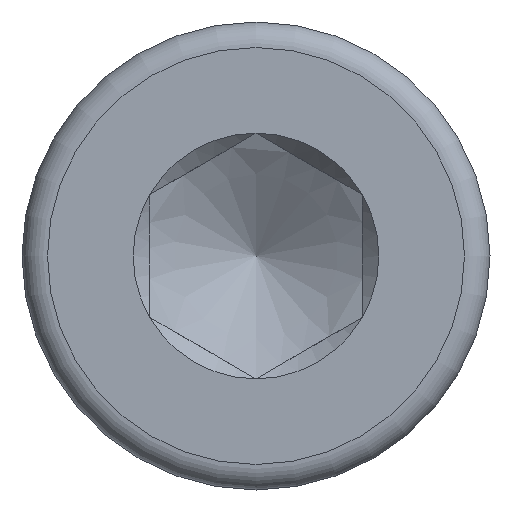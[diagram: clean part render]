
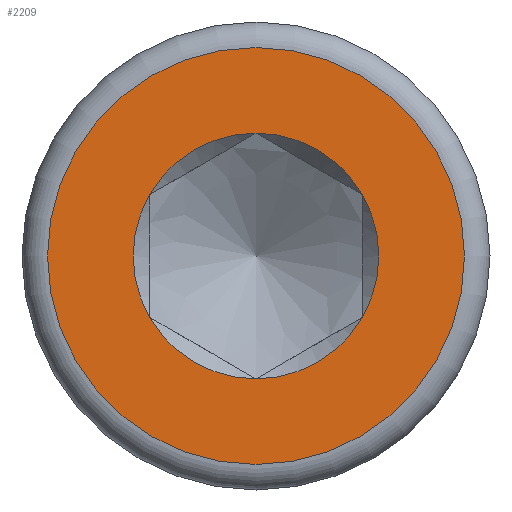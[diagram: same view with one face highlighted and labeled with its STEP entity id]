
A CAD part, left-side view. The second image highlights one B-rep face of the part: STEP entity #2209.
In plain terms, the highlighted planar face has unit normal (-1, 0, 0).
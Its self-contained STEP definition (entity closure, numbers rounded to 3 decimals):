
#16=FACE_BOUND('',#290,.T.);
#47=PLANE('',#2362);
#164=FACE_OUTER_BOUND('',#289,.T.);
#289=EDGE_LOOP('',(#1951));
#290=EDGE_LOOP('',(#1952,#1953,#1954,#1955,#1956,#1957));
#319=CIRCLE('',#2361,2.45);
#320=CIRCLE('',#2363,1.443);
#321=CIRCLE('',#2364,1.443);
#322=CIRCLE('',#2365,1.443);
#323=CIRCLE('',#2366,1.443);
#324=CIRCLE('',#2367,1.443);
#325=CIRCLE('',#2368,1.443);
#946=VERTEX_POINT('',#9244);
#947=VERTEX_POINT('',#9245);
#956=VERTEX_POINT('',#9281);
#957=VERTEX_POINT('',#9285);
#958=VERTEX_POINT('',#9287);
#959=VERTEX_POINT('',#9289);
#960=VERTEX_POINT('',#9291);
#1288=EDGE_CURVE('',#956,#956,#319,.T.);
#1289=EDGE_CURVE('',#947,#957,#320,.T.);
#1290=EDGE_CURVE('',#957,#958,#321,.T.);
#1291=EDGE_CURVE('',#958,#959,#322,.T.);
#1292=EDGE_CURVE('',#959,#960,#323,.T.);
#1293=EDGE_CURVE('',#960,#946,#324,.T.);
#1294=EDGE_CURVE('',#946,#947,#325,.T.);
#1951=ORIENTED_EDGE('',*,*,#1288,.F.);
#1952=ORIENTED_EDGE('',*,*,#1289,.T.);
#1953=ORIENTED_EDGE('',*,*,#1290,.T.);
#1954=ORIENTED_EDGE('',*,*,#1291,.T.);
#1955=ORIENTED_EDGE('',*,*,#1292,.T.);
#1956=ORIENTED_EDGE('',*,*,#1293,.T.);
#1957=ORIENTED_EDGE('',*,*,#1294,.T.);
#2209=ADVANCED_FACE('',(#164,#16),#47,.F.);
#2361=AXIS2_PLACEMENT_3D('',#9283,#2735,#2736);
#2362=AXIS2_PLACEMENT_3D('',#9284,#2737,#2738);
#2363=AXIS2_PLACEMENT_3D('',#9286,#2739,#2740);
#2364=AXIS2_PLACEMENT_3D('',#9288,#2741,#2742);
#2365=AXIS2_PLACEMENT_3D('',#9290,#2743,#2744);
#2366=AXIS2_PLACEMENT_3D('',#9292,#2745,#2746);
#2367=AXIS2_PLACEMENT_3D('',#9293,#2747,#2748);
#2368=AXIS2_PLACEMENT_3D('',#9294,#2749,#2750);
#2735=DIRECTION('center_axis',(1.,0.,0.));
#2736=DIRECTION('ref_axis',(0.,0.,-1.));
#2737=DIRECTION('center_axis',(1.,0.,0.));
#2738=DIRECTION('ref_axis',(0.,0.,-1.));
#2739=DIRECTION('center_axis',(1.,0.,0.));
#2740=DIRECTION('ref_axis',(0.,0.,-1.));
#2741=DIRECTION('center_axis',(1.,0.,0.));
#2742=DIRECTION('ref_axis',(0.,0.,-1.));
#2743=DIRECTION('center_axis',(1.,0.,0.));
#2744=DIRECTION('ref_axis',(0.,0.,-1.));
#2745=DIRECTION('center_axis',(1.,0.,0.));
#2746=DIRECTION('ref_axis',(0.,0.,-1.));
#2747=DIRECTION('center_axis',(1.,0.,0.));
#2748=DIRECTION('ref_axis',(0.,0.,-1.));
#2749=DIRECTION('center_axis',(1.,0.,0.));
#2750=DIRECTION('ref_axis',(0.,0.,-1.));
#9244=CARTESIAN_POINT('',(-3.,0.,1.443));
#9245=CARTESIAN_POINT('',(-3.,-1.25,0.722));
#9281=CARTESIAN_POINT('',(-3.,0.,2.45));
#9283=CARTESIAN_POINT('Origin',(-3.,0.,0.));
#9284=CARTESIAN_POINT('Origin',(-3.,1.443,0.));
#9285=CARTESIAN_POINT('',(-3.,-1.25,-0.722));
#9286=CARTESIAN_POINT('Origin',(-3.,0.,0.));
#9287=CARTESIAN_POINT('',(-3.,0.,-1.443));
#9288=CARTESIAN_POINT('Origin',(-3.,0.,0.));
#9289=CARTESIAN_POINT('',(-3.,1.25,-0.722));
#9290=CARTESIAN_POINT('Origin',(-3.,0.,0.));
#9291=CARTESIAN_POINT('',(-3.,1.25,0.722));
#9292=CARTESIAN_POINT('Origin',(-3.,0.,0.));
#9293=CARTESIAN_POINT('Origin',(-3.,0.,0.));
#9294=CARTESIAN_POINT('Origin',(-3.,0.,0.));
